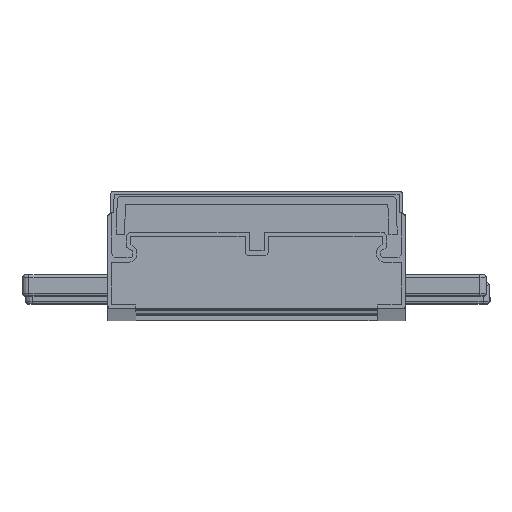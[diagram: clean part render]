
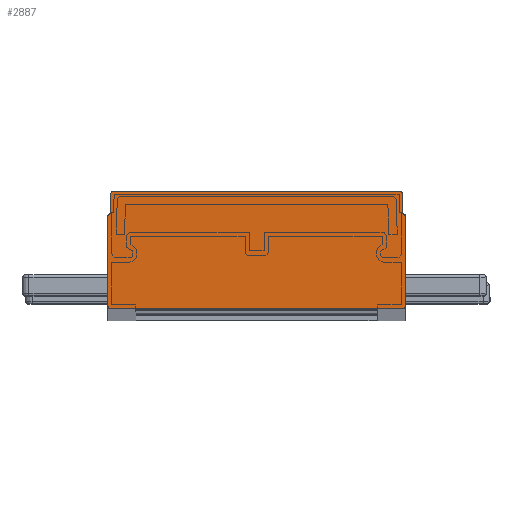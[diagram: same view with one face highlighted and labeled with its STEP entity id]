
A CAD part, top view. The second image highlights one B-rep face of the part: STEP entity #2887.
In plain terms, the highlighted face is planar.
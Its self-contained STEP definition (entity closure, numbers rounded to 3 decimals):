
#35 = CARTESIAN_POINT ( 'NONE',  ( 31.861, 752., 0. ) ) ;
#79 = VECTOR ( 'NONE', #1724, 1000. ) ;
#89 = VERTEX_POINT ( 'NONE', #5059 ) ;
#115 = ORIENTED_EDGE ( 'NONE', *, *, #5295, .F. ) ;
#139 = VERTEX_POINT ( 'NONE', #510 ) ;
#159 = DIRECTION ( 'NONE',  ( 0., -1., 0. ) ) ;
#464 = EDGE_CURVE ( 'NONE', #7709, #89, #14860, .T. ) ;
#510 = CARTESIAN_POINT ( 'NONE',  ( -30.469, 752., -25.211 ) ) ;
#590 = EDGE_CURVE ( 'NONE', #7822, #12659, #3533, .T. ) ;
#820 = PLANE ( 'NONE',  #4216 ) ;
#827 = CARTESIAN_POINT ( 'NONE',  ( -31.6, 752., -0.5 ) ) ;
#971 = DIRECTION ( 'NONE',  ( 0., -1., 0. ) ) ;
#1146 = EDGE_CURVE ( 'NONE', #5939, #2821, #6462, .T. ) ;
#1186 = VERTEX_POINT ( 'NONE', #10306 ) ;
#1382 = CARTESIAN_POINT ( 'NONE',  ( 32.361, 752., -0.5 ) ) ;
#1524 = CARTESIAN_POINT ( 'NONE',  ( 32.361, 752., 0.3 ) ) ;
#1614 = VECTOR ( 'NONE', #2480, 1000. ) ;
#1724 = DIRECTION ( 'NONE',  ( -0.035, 0., 0.999 ) ) ;
#1948 = ORIENTED_EDGE ( 'NONE', *, *, #4219, .T. ) ;
#1958 = CARTESIAN_POINT ( 'NONE',  ( -31.1, 752., 0. ) ) ;
#2221 = EDGE_LOOP ( 'NONE', ( #115, #1948, #9650, #12112, #3305, #9774, #11317, #4600, #9670, #2468, #3206, #4151, #7478, #10143, #13897, #6195 ) ) ;
#2314 = CARTESIAN_POINT ( 'NONE',  ( -31.109, 752., -20.381 ) ) ;
#2432 = EDGE_CURVE ( 'NONE', #13678, #9091, #8314, .T. ) ;
#2468 = ORIENTED_EDGE ( 'NONE', *, *, #10497, .T. ) ;
#2480 = DIRECTION ( 'NONE',  ( -1., 0., 0. ) ) ;
#2513 = VECTOR ( 'NONE', #4561, 1000. ) ;
#2629 = CARTESIAN_POINT ( 'NONE',  ( -31.1, 752., -20.657 ) ) ;
#2697 = CARTESIAN_POINT ( 'NONE',  ( 31.871, 752., -20.658 ) ) ;
#2720 = DIRECTION ( 'NONE',  ( 0., 0., -1. ) ) ;
#2821 = VERTEX_POINT ( 'NONE', #4569 ) ;
#2887 = ADVANCED_FACE ( 'NONE', ( #6868 ), #820, .T. ) ;
#3022 = LINE ( 'NONE', #15018, #13046 ) ;
#3059 = CARTESIAN_POINT ( 'NONE',  ( 30.661, 752., -20.615 ) ) ;
#3206 = ORIENTED_EDGE ( 'NONE', *, *, #14693, .F. ) ;
#3305 = ORIENTED_EDGE ( 'NONE', *, *, #13153, .F. ) ;
#3313 = CARTESIAN_POINT ( 'NONE',  ( 32.361, 752., -19.891 ) ) ;
#3374 = CIRCLE ( 'NONE', #8630, 0.5 ) ;
#3391 = CARTESIAN_POINT ( 'NONE',  ( 31.871, 752., -20.658 ) ) ;
#3512 = VERTEX_POINT ( 'NONE', #1958 ) ;
#3533 = LINE ( 'NONE', #2314, #8968 ) ;
#3642 = CARTESIAN_POINT ( 'NONE',  ( -31.6, 752., -19.891 ) ) ;
#3837 = LINE ( 'NONE', #1524, #11907 ) ;
#3905 = CARTESIAN_POINT ( 'NONE',  ( 0.38, 752., -25.211 ) ) ;
#3927 = VERTEX_POINT ( 'NONE', #1382 ) ;
#3934 = AXIS2_PLACEMENT_3D ( 'NONE', #7389, #159, #13223 ) ;
#4151 = ORIENTED_EDGE ( 'NONE', *, *, #7058, .F. ) ;
#4216 = AXIS2_PLACEMENT_3D ( 'NONE', #4963, #14609, #6381 ) ;
#4219 = EDGE_CURVE ( 'NONE', #1186, #13934, #8828, .T. ) ;
#4262 = LINE ( 'NONE', #9214, #11241 ) ;
#4377 = CIRCLE ( 'NONE', #5900, 0.49 ) ;
#4561 = DIRECTION ( 'NONE',  ( -0.035, 0., -0.999 ) ) ;
#4569 = CARTESIAN_POINT ( 'NONE',  ( 31.86, 752., -20.657 ) ) ;
#4600 = ORIENTED_EDGE ( 'NONE', *, *, #10787, .T. ) ;
#4723 = EDGE_CURVE ( 'NONE', #7709, #139, #12024, .T. ) ;
#4739 = AXIS2_PLACEMENT_3D ( 'NONE', #9447, #5836, #10622 ) ;
#4963 = CARTESIAN_POINT ( 'NONE',  ( 0.38, 752., 0.3 ) ) ;
#4992 = VERTEX_POINT ( 'NONE', #35 ) ;
#5059 = CARTESIAN_POINT ( 'NONE',  ( 31.729, 752., -24.729 ) ) ;
#5164 = CARTESIAN_POINT ( 'NONE',  ( -31.6, 752., 0.3 ) ) ;
#5295 = EDGE_CURVE ( 'NONE', #1186, #139, #9473, .T. ) ;
#5669 = EDGE_CURVE ( 'NONE', #12659, #13934, #3022, .T. ) ;
#5836 = DIRECTION ( 'NONE',  ( 0., -1., 0. ) ) ;
#5860 = CARTESIAN_POINT ( 'NONE',  ( 31.871, 752., -19.891 ) ) ;
#5900 = AXIS2_PLACEMENT_3D ( 'NONE', #10054, #13532, #12428 ) ;
#5939 = VERTEX_POINT ( 'NONE', #2697 ) ;
#6195 = ORIENTED_EDGE ( 'NONE', *, *, #4723, .T. ) ;
#6201 = DIRECTION ( 'NONE',  ( 0., 0., 1. ) ) ;
#6350 = VECTOR ( 'NONE', #11198, 1000. ) ;
#6381 = DIRECTION ( 'NONE',  ( -1., 0., 0. ) ) ;
#6462 = LINE ( 'NONE', #3059, #7651 ) ;
#6501 = VERTEX_POINT ( 'NONE', #3313 ) ;
#6868 = FACE_OUTER_BOUND ( 'NONE', #2221, .T. ) ;
#6914 = CARTESIAN_POINT ( 'NONE',  ( -31.1, 752., -0.5 ) ) ;
#7058 = EDGE_CURVE ( 'NONE', #2821, #7537, #4262, .T. ) ;
#7389 = CARTESIAN_POINT ( 'NONE',  ( -30.469, 752., -24.711 ) ) ;
#7478 = ORIENTED_EDGE ( 'NONE', *, *, #1146, .F. ) ;
#7537 = VERTEX_POINT ( 'NONE', #14045 ) ;
#7651 = VECTOR ( 'NONE', #11355, 1000. ) ;
#7709 = VERTEX_POINT ( 'NONE', #11358 ) ;
#7822 = VERTEX_POINT ( 'NONE', #13293 ) ;
#8195 = DIRECTION ( 'NONE',  ( 1., 0., 0. ) ) ;
#8314 = LINE ( 'NONE', #5164, #11503 ) ;
#8630 = AXIS2_PLACEMENT_3D ( 'NONE', #6914, #971, #11734 ) ;
#8634 = EDGE_CURVE ( 'NONE', #3927, #4992, #12790, .T. ) ;
#8828 = LINE ( 'NONE', #12388, #79 ) ;
#8968 = VECTOR ( 'NONE', #10669, 1000. ) ;
#9026 = DIRECTION ( 'NONE',  ( 0., -1., 0. ) ) ;
#9061 = DIRECTION ( 'NONE',  ( 0.035, 0., 0.999 ) ) ;
#9091 = VERTEX_POINT ( 'NONE', #827 ) ;
#9214 = CARTESIAN_POINT ( 'NONE',  ( 31.86, 752., -20.657 ) ) ;
#9447 = CARTESIAN_POINT ( 'NONE',  ( 31.861, 752., -0.5 ) ) ;
#9466 = EDGE_CURVE ( 'NONE', #5939, #89, #13228, .T. ) ;
#9473 = CIRCLE ( 'NONE', #3934, 0.5 ) ;
#9650 = ORIENTED_EDGE ( 'NONE', *, *, #5669, .F. ) ;
#9670 = ORIENTED_EDGE ( 'NONE', *, *, #8634, .F. ) ;
#9774 = ORIENTED_EDGE ( 'NONE', *, *, #2432, .T. ) ;
#10010 = LINE ( 'NONE', #13715, #6350 ) ;
#10054 = CARTESIAN_POINT ( 'NONE',  ( -31.11, 752., -19.891 ) ) ;
#10143 = ORIENTED_EDGE ( 'NONE', *, *, #9466, .T. ) ;
#10306 = CARTESIAN_POINT ( 'NONE',  ( -30.968, 752., -24.729 ) ) ;
#10497 = EDGE_CURVE ( 'NONE', #3927, #6501, #3837, .T. ) ;
#10622 = DIRECTION ( 'NONE',  ( 1., 0., 0. ) ) ;
#10623 = AXIS2_PLACEMENT_3D ( 'NONE', #5860, #14056, #8195 ) ;
#10669 = DIRECTION ( 'NONE',  ( 0.035, 0., -0.999 ) ) ;
#10787 = EDGE_CURVE ( 'NONE', #3512, #4992, #10010, .T. ) ;
#10900 = CARTESIAN_POINT ( 'NONE',  ( -31.111, 752., -20.658 ) ) ;
#11198 = DIRECTION ( 'NONE',  ( 1., 0., 0. ) ) ;
#11241 = VECTOR ( 'NONE', #9061, 1000. ) ;
#11317 = ORIENTED_EDGE ( 'NONE', *, *, #12880, .F. ) ;
#11355 = DIRECTION ( 'NONE',  ( -0.999, 0., 0.035 ) ) ;
#11358 = CARTESIAN_POINT ( 'NONE',  ( 31.229, 752., -25.211 ) ) ;
#11503 = VECTOR ( 'NONE', #6201, 1000. ) ;
#11716 = CARTESIAN_POINT ( 'NONE',  ( 31.229, 752., -24.711 ) ) ;
#11734 = DIRECTION ( 'NONE',  ( 1., 0., 0. ) ) ;
#11907 = VECTOR ( 'NONE', #2720, 1000. ) ;
#12024 = LINE ( 'NONE', #3905, #1614 ) ;
#12112 = ORIENTED_EDGE ( 'NONE', *, *, #590, .F. ) ;
#12388 = CARTESIAN_POINT ( 'NONE',  ( -30.968, 752., -24.729 ) ) ;
#12428 = DIRECTION ( 'NONE',  ( 1., 0., 0. ) ) ;
#12569 = DIRECTION ( 'NONE',  ( -0.999, 0., -0.035 ) ) ;
#12659 = VERTEX_POINT ( 'NONE', #2629 ) ;
#12790 = CIRCLE ( 'NONE', #4739, 0.5 ) ;
#12828 = AXIS2_PLACEMENT_3D ( 'NONE', #11716, #9026, #12893 ) ;
#12880 = EDGE_CURVE ( 'NONE', #3512, #9091, #3374, .T. ) ;
#12893 = DIRECTION ( 'NONE',  ( 1., 0., 0. ) ) ;
#13046 = VECTOR ( 'NONE', #12569, 1000. ) ;
#13145 = CIRCLE ( 'NONE', #10623, 0.49 ) ;
#13153 = EDGE_CURVE ( 'NONE', #13678, #7822, #4377, .T. ) ;
#13223 = DIRECTION ( 'NONE',  ( 1., 0., 0. ) ) ;
#13228 = LINE ( 'NONE', #3391, #2513 ) ;
#13293 = CARTESIAN_POINT ( 'NONE',  ( -31.109, 752., -20.381 ) ) ;
#13532 = DIRECTION ( 'NONE',  ( 0., -1., 0. ) ) ;
#13678 = VERTEX_POINT ( 'NONE', #3642 ) ;
#13715 = CARTESIAN_POINT ( 'NONE',  ( 0.38, 752., 0. ) ) ;
#13897 = ORIENTED_EDGE ( 'NONE', *, *, #464, .F. ) ;
#13934 = VERTEX_POINT ( 'NONE', #10900 ) ;
#14045 = CARTESIAN_POINT ( 'NONE',  ( 31.87, 752., -20.381 ) ) ;
#14056 = DIRECTION ( 'NONE',  ( 0., -1., 0. ) ) ;
#14609 = DIRECTION ( 'NONE',  ( 0., 1., 0. ) ) ;
#14693 = EDGE_CURVE ( 'NONE', #7537, #6501, #13145, .T. ) ;
#14860 = CIRCLE ( 'NONE', #12828, 0.5 ) ;
#15018 = CARTESIAN_POINT ( 'NONE',  ( -31.1, 752., -20.657 ) ) ;
